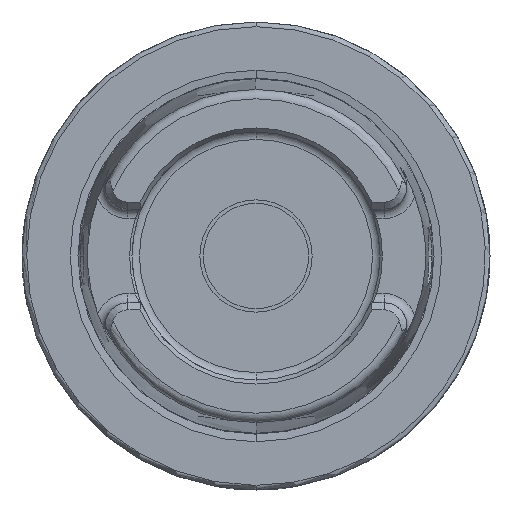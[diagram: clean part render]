
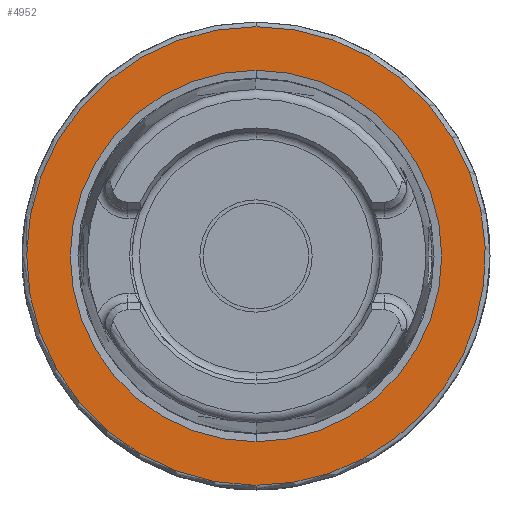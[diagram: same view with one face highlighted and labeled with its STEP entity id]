
A CAD part, left-side view. The second image highlights one B-rep face of the part: STEP entity #4952.
In plain terms, the highlighted planar face has unit normal (-1, 0, 0).
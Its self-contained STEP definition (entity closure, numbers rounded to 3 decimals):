
#1257=CARTESIAN_POINT('',(0.,0.,0.));
#1258=DIRECTION('',(1.,0.,0.));
#1259=DIRECTION('',(0.,0.,1.));
#1260=AXIS2_PLACEMENT_3D('',#1257,#1258,#1259);
#1262=CARTESIAN_POINT('',(0.,0.,0.));
#1263=DIRECTION('',(1.,0.,0.));
#1264=DIRECTION('',(0.,-0.98,0.201));
#1265=AXIS2_PLACEMENT_3D('',#1262,#1263,#1264);
#1267=CARTESIAN_POINT('',(0.,0.,0.));
#1268=DIRECTION('',(1.,0.,0.));
#1269=DIRECTION('',(0.,0.,-1.));
#1270=AXIS2_PLACEMENT_3D('',#1267,#1268,#1269);
#1272=CARTESIAN_POINT('',(0.,0.,0.));
#1273=DIRECTION('',(1.,0.,0.));
#1274=DIRECTION('',(0.,0.007,-1.));
#1275=AXIS2_PLACEMENT_3D('',#1272,#1273,#1274);
#1277=CARTESIAN_POINT('',(0.,0.,0.));
#1278=DIRECTION('',(-1.,0.,0.));
#1279=DIRECTION('',(0.,0.,1.));
#1280=AXIS2_PLACEMENT_3D('',#1277,#1278,#1279);
#1282=CARTESIAN_POINT('',(0.,0.,0.));
#1283=DIRECTION('',(-1.,0.,0.));
#1284=DIRECTION('',(0.,0.,-1.));
#1285=AXIS2_PLACEMENT_3D('',#1282,#1283,#1284);
#3191=CARTESIAN_POINT('',(0.,0.,39.682));
#3192=VERTEX_POINT('',#3191);
#3193=CARTESIAN_POINT('',(0.,0.,-39.682));
#3194=VERTEX_POINT('',#3193);
#3199=CARTESIAN_POINT('',(0.,-47.999,9.856));
#3200=CARTESIAN_POINT('',(0.,0.,-49.));
#3201=VERTEX_POINT('',#3199);
#3202=VERTEX_POINT('',#3200);
#3203=CARTESIAN_POINT('',(0.,0.,49.));
#3204=VERTEX_POINT('',#3203);
#3205=CARTESIAN_POINT('',(0.,0.349,-48.999));
#3206=VERTEX_POINT('',#3205);
#4933=CARTESIAN_POINT('',(0.,0.,0.));
#4934=DIRECTION('',(1.,0.,0.));
#4935=DIRECTION('',(0.,0.,1.));
#4936=AXIS2_PLACEMENT_3D('',#4933,#4934,#4935);
#4937=PLANE('',#4936);
#4939=ORIENTED_EDGE('',*,*,#4938,.T.);
#4941=ORIENTED_EDGE('',*,*,#4940,.T.);
#4943=ORIENTED_EDGE('',*,*,#4942,.T.);
#4945=ORIENTED_EDGE('',*,*,#4944,.T.);
#4946=EDGE_LOOP('',(#4939,#4941,#4943,#4945));
#4947=FACE_OUTER_BOUND('',#4946,.F.);
#4948=ORIENTED_EDGE('',*,*,#4885,.T.);
#4949=ORIENTED_EDGE('',*,*,#4868,.T.);
#4950=EDGE_LOOP('',(#4948,#4949));
#4951=FACE_BOUND('',#4950,.F.);
#4952=ADVANCED_FACE('',(#4947,#4951),#4937,.F.);
#1261=CIRCLE('',#1260,49.);
#1266=CIRCLE('',#1265,49.);
#1271=CIRCLE('',#1270,49.);
#1276=CIRCLE('',#1275,49.);
#1281=CIRCLE('',#1280,39.682);
#1286=CIRCLE('',#1285,39.682);
#4868=EDGE_CURVE('',#3194,#3192,#1286,.T.);
#4885=EDGE_CURVE('',#3192,#3194,#1281,.T.);
#4938=EDGE_CURVE('',#3204,#3201,#1261,.T.);
#4940=EDGE_CURVE('',#3201,#3202,#1266,.T.);
#4942=EDGE_CURVE('',#3202,#3206,#1271,.T.);
#4944=EDGE_CURVE('',#3206,#3204,#1276,.T.);
